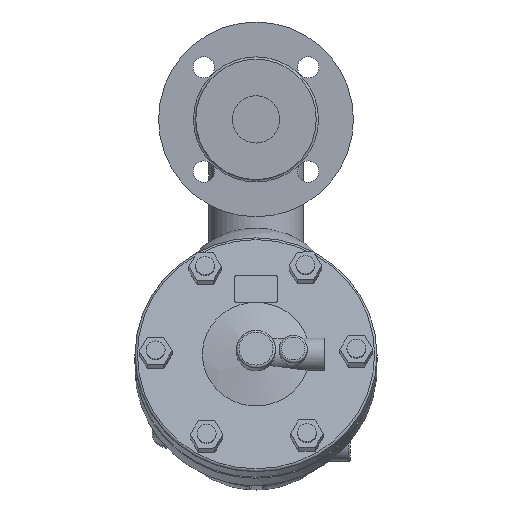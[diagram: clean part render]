
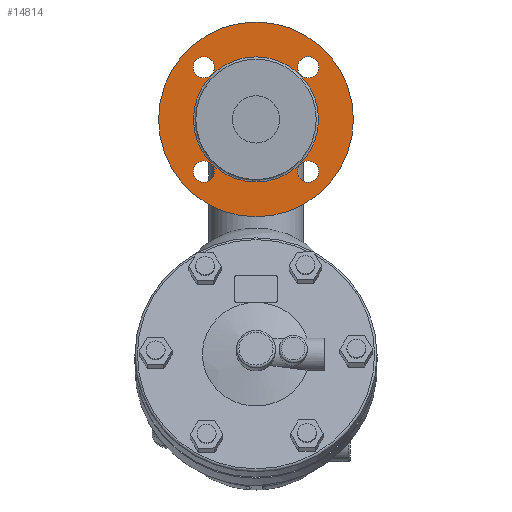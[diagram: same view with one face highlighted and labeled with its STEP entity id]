
A CAD part, left-side view. The second image highlights one B-rep face of the part: STEP entity #14814.
In plain terms, the highlighted planar face has unit normal (-1, 0, 0).
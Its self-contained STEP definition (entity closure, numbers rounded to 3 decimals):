
#14708=CARTESIAN_POINT('',(-80.0,0.,53.));
#14709=VERTEX_POINT('',#14708);
#14710=CARTESIAN_POINT('',(-80.0,0.0,0.0));
#14711=DIRECTION('',(-1.0,0.0,0.0));
#14712=DIRECTION('',(0.0,0.0,-1.0));
#14713=AXIS2_PLACEMENT_3D('',#14710,#14711,#14712);
#14714=CIRCLE('',#14713,53.);
#14715=EDGE_CURVE('',#14709,#14709,#14714,.T.);
#14751=CARTESIAN_POINT('',(-80.0,0.0,0.0));
#14752=DIRECTION('',(1.0,0.0,0.0));
#14753=DIRECTION('',(0.0,0.0,-1.0));
#14754=AXIS2_PLACEMENT_3D('',#14751,#14752,#14753);
#14755=PLANE('',#14754);
#14756=CARTESIAN_POINT('',(-80.0,0.,82.5));
#14757=VERTEX_POINT('',#14756);
#14758=CARTESIAN_POINT('',(-80.0,0.0,0.0));
#14759=DIRECTION('',(1.0,0.0,0.0));
#14760=DIRECTION('',(0.0,-1.0,0.0));
#14761=AXIS2_PLACEMENT_3D('',#14758,#14759,#14760);
#14762=CIRCLE('',#14761,82.5);
#14763=EDGE_CURVE('',#14757,#14757,#14762,.T.);
#14764=ORIENTED_EDGE('',*,*,#14763,.F.);
#14765=EDGE_LOOP('',(#14764));
#14766=FACE_OUTER_BOUND('',#14765,.T.);
#14767=CARTESIAN_POINT('',(-80.0,44.194,53.194));
#14768=VERTEX_POINT('',#14767);
#14769=CARTESIAN_POINT('',(-80.0,44.194,44.194));
#14770=DIRECTION('',(-1.0,0.0,0.0));
#14771=DIRECTION('',(0.0,-1.0,0.0));
#14772=AXIS2_PLACEMENT_3D('',#14769,#14770,#14771);
#14773=CIRCLE('',#14772,9.0);
#14774=EDGE_CURVE('',#14768,#14768,#14773,.T.);
#14775=ORIENTED_EDGE('',*,*,#14774,.F.);
#14776=EDGE_LOOP('',(#14775));
#14777=FACE_BOUND('',#14776,.T.);
#14778=CARTESIAN_POINT('',(-80.0,44.194,-35.194));
#14779=VERTEX_POINT('',#14778);
#14780=CARTESIAN_POINT('',(-80.0,44.194,-44.194));
#14781=DIRECTION('',(-1.0,0.0,0.0));
#14782=DIRECTION('',(0.0,0.0,1.0));
#14783=AXIS2_PLACEMENT_3D('',#14780,#14781,#14782);
#14784=CIRCLE('',#14783,9.0);
#14785=EDGE_CURVE('',#14779,#14779,#14784,.T.);
#14786=ORIENTED_EDGE('',*,*,#14785,.F.);
#14787=EDGE_LOOP('',(#14786));
#14788=FACE_BOUND('',#14787,.T.);
#14789=CARTESIAN_POINT('',(-80.0,-44.194,-35.194));
#14790=VERTEX_POINT('',#14789);
#14791=CARTESIAN_POINT('',(-80.0,-44.194,-44.194));
#14792=DIRECTION('',(-1.0,0.0,0.0));
#14793=DIRECTION('',(0.0,1.0,0.0));
#14794=AXIS2_PLACEMENT_3D('',#14791,#14792,#14793);
#14795=CIRCLE('',#14794,9.0);
#14796=EDGE_CURVE('',#14790,#14790,#14795,.T.);
#14797=ORIENTED_EDGE('',*,*,#14796,.F.);
#14798=EDGE_LOOP('',(#14797));
#14799=FACE_BOUND('',#14798,.T.);
#14800=CARTESIAN_POINT('',(-80.0,-44.194,53.194));
#14801=VERTEX_POINT('',#14800);
#14802=CARTESIAN_POINT('',(-80.0,-44.194,44.194));
#14803=DIRECTION('',(-1.0,0.0,0.0));
#14804=DIRECTION('',(0.0,0.0,-1.0));
#14805=AXIS2_PLACEMENT_3D('',#14802,#14803,#14804);
#14806=CIRCLE('',#14805,9.0);
#14807=EDGE_CURVE('',#14801,#14801,#14806,.T.);
#14808=ORIENTED_EDGE('',*,*,#14807,.F.);
#14809=EDGE_LOOP('',(#14808));
#14810=FACE_BOUND('',#14809,.T.);
#14811=ORIENTED_EDGE('',*,*,#14715,.F.);
#14812=EDGE_LOOP('',(#14811));
#14813=FACE_BOUND('',#14812,.T.);
#14814=ADVANCED_FACE('',(#14766,#14777,#14788,#14799,#14810,#14813),#14755,.F.);
